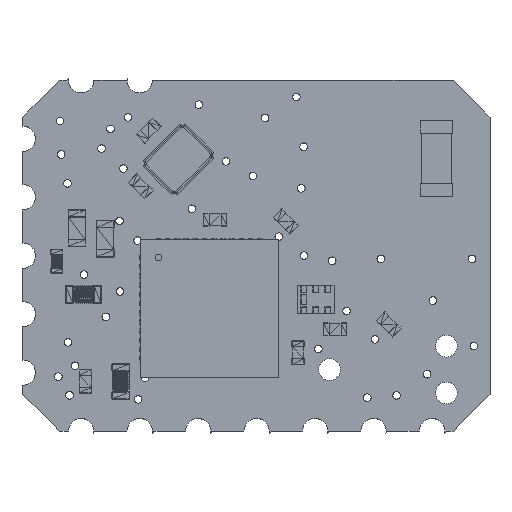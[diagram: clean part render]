
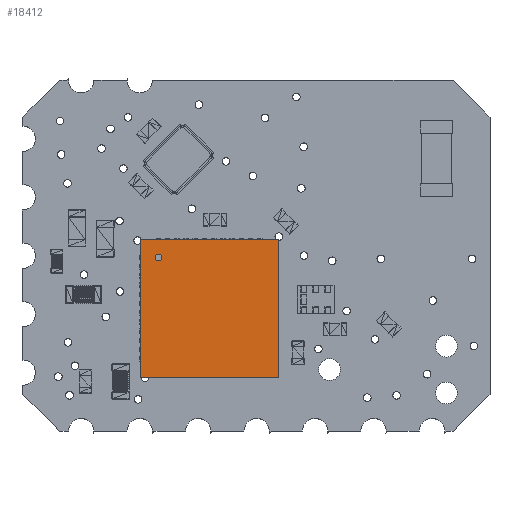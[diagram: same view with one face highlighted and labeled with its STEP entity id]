
A CAD part, top view. The second image highlights one B-rep face of the part: STEP entity #18412.
In plain terms, the highlighted face is planar.
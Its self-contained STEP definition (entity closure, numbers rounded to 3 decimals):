
#18375 = VERTEX_POINT('',#18376);
#18376 = CARTESIAN_POINT('',(-2.214,0.848,3.301));
#18394 = VERTEX_POINT('',#18395);
#18395 = CARTESIAN_POINT('',(-2.214,0.848,3.601));
#18401 = EDGE_CURVE('',#18375,#18394,#18402,.T.);
#18402 = CIRCLE('',#18403,0.15);
#18403 = AXIS2_PLACEMENT_3D('',#18404,#18405,#18406);
#18404 = CARTESIAN_POINT('',(-2.214,0.848,3.451));
#18405 = DIRECTION('',(0.,1.,0.));
#18406 = DIRECTION('',(0.,0.,-1.));
#18412 = ADVANCED_FACE('',(#18413,#18423),#18457,.F.);
#18413 = FACE_BOUND('',#18414,.T.);
#18414 = EDGE_LOOP('',(#18415,#18416));
#18415 = ORIENTED_EDGE('',*,*,#18401,.F.);
#18416 = ORIENTED_EDGE('',*,*,#18417,.F.);
#18417 = EDGE_CURVE('',#18394,#18375,#18418,.T.);
#18418 = CIRCLE('',#18419,0.15);
#18419 = AXIS2_PLACEMENT_3D('',#18420,#18421,#18422);
#18420 = CARTESIAN_POINT('',(-2.214,0.848,3.451));
#18421 = DIRECTION('',(0.,1.,0.));
#18422 = DIRECTION('',(0.,0.,-1.));
#18423 = FACE_BOUND('',#18424,.T.);
#18424 = EDGE_LOOP('',(#18425,#18435,#18443,#18451));
#18425 = ORIENTED_EDGE('',*,*,#18426,.F.);
#18426 = EDGE_CURVE('',#18427,#18429,#18431,.T.);
#18427 = VERTEX_POINT('',#18428);
#18428 = CARTESIAN_POINT('',(-3.014,0.848,-1.749));
#18429 = VERTEX_POINT('',#18430);
#18430 = CARTESIAN_POINT('',(2.986,0.848,-1.749));
#18431 = LINE('',#18432,#18433);
#18432 = CARTESIAN_POINT('',(-0.014,0.848,-1.749)
  );
#18433 = VECTOR('',#18434,1.);
#18434 = DIRECTION('',(1.,0.,0.));
#18435 = ORIENTED_EDGE('',*,*,#18436,.F.);
#18436 = EDGE_CURVE('',#18437,#18427,#18439,.T.);
#18437 = VERTEX_POINT('',#18438);
#18438 = CARTESIAN_POINT('',(-3.014,0.848,4.251));
#18439 = LINE('',#18440,#18441);
#18440 = CARTESIAN_POINT('',(-3.014,0.848,-0.249));
#18441 = VECTOR('',#18442,1.);
#18442 = DIRECTION('',(0.,0.,-1.));
#18443 = ORIENTED_EDGE('',*,*,#18444,.F.);
#18444 = EDGE_CURVE('',#18445,#18437,#18447,.T.);
#18445 = VERTEX_POINT('',#18446);
#18446 = CARTESIAN_POINT('',(2.986,0.848,4.251));
#18447 = LINE('',#18448,#18449);
#18448 = CARTESIAN_POINT('',(-0.014,0.848,4.251)
  );
#18449 = VECTOR('',#18450,1.);
#18450 = DIRECTION('',(-1.,0.,0.));
#18451 = ORIENTED_EDGE('',*,*,#18452,.F.);
#18452 = EDGE_CURVE('',#18429,#18445,#18453,.T.);
#18453 = LINE('',#18454,#18455);
#18454 = CARTESIAN_POINT('',(2.986,0.848,-0.249));
#18455 = VECTOR('',#18456,1.);
#18456 = DIRECTION('',(0.,0.,1.));
#18457 = PLANE('',#18458);
#18458 = AXIS2_PLACEMENT_3D('',#18459,#18460,#18461);
#18459 = CARTESIAN_POINT('',(-0.014,0.848,-0.249)
  );
#18460 = DIRECTION('',(0.,-1.,0.));
#18461 = DIRECTION('',(0.,0.,-1.));
